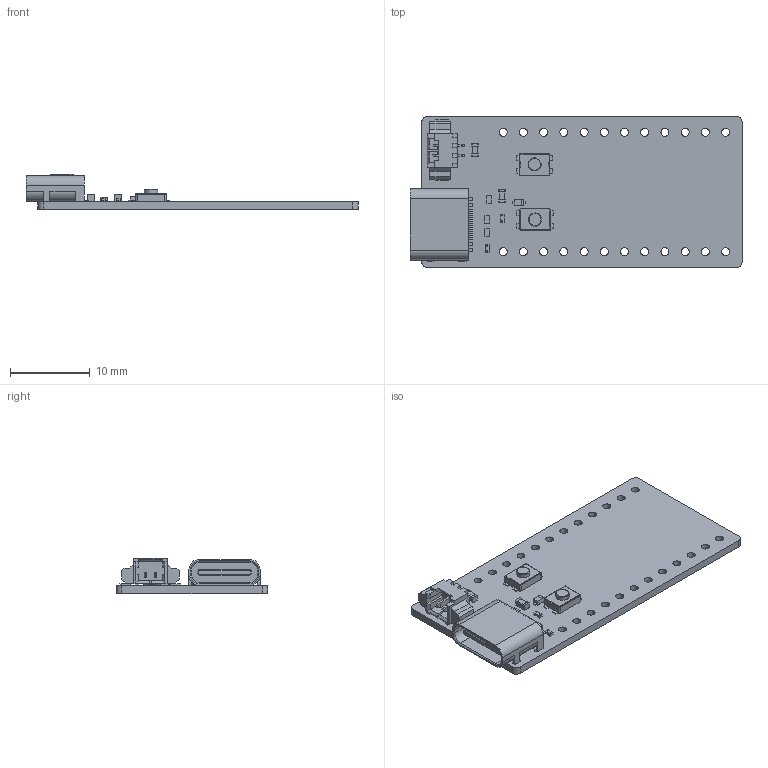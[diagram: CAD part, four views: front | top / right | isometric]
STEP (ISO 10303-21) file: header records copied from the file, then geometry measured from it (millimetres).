
FILE_DESCRIPTION(('KiCad electronic assembly'),'2;1');
FILE_NAME('OMGS3_Carrier.step','2024-09-10T18:50:15',('Pcbnew'),('Kicad' ),'Open CASCADE STEP processor 7.7','KiCad to STEP converter', 'Unknown');
FILE_SCHEMA(('AUTOMOTIVE_DESIGN { 1 0 10303 214 1 1 1 1 }'));
Length unit declared in the file: millimetre
Products named in the file (16): OMGS3_Carrier 1; C_0603_1608Metric; PICOBLADE Col v3; PICOBLADE v1; BTN_KMR2_4.6X2.8_HAND; BTN_KMR2_4.6X2.8_HAND v1; R_0402_1005Metric; TVS_DFN1006; TESD5V0L1UC RJG; HIRO-USB-C Fixed Position; HRO  USB-C col 3 v9; D_SOD-523; D_SOD_523; OMGS3_Carrier_R1_PCB
Assembly tree (20 placements, depth 3):
  OMGS3_Carrier 1
    C_0603_1608Metric  x2
      C_0603_1608Metric
    PICOBLADE Col v3
      PICOBLADE v1
    BTN_KMR2_4.6X2.8_HAND  x2
      BTN_KMR2_4.6X2.8_HAND v1
    R_0402_1005Metric  x2
      R_0402_1005Metric
    TVS_DFN1006  x3
      TESD5V0L1UC RJG
    HIRO-USB-C Fixed Position
      HRO  USB-C col 3 v9
    D_SOD-523
      D_SOD_523
    OMGS3_Carrier_R1_PCB
Bounding box: 41.71 x 19 x 4.4 mm (x, y, z)
Volume: 910.5 mm3; surface area: 2519.5 mm2
Topology: 36 solids, 36 shells, 881 faces, 2315 edges, 1520 vertices
Faces by surface type: plane 486, bspline 247, cylinder 136, cone 10, torus 2
Full cylindrical faces by diameter (mm): 0.5 x2, 0.7 x2, 1 x24, 1.665 x4
Entity records: 22900 total; most frequent: CARTESIAN_POINT 5707, ORIENTED_EDGE 3806, DIRECTION 2503, EDGE_CURVE 1903, VERTEX_POINT 1248, LINE 1047, VECTOR 1047, FACE_BOUND 783
